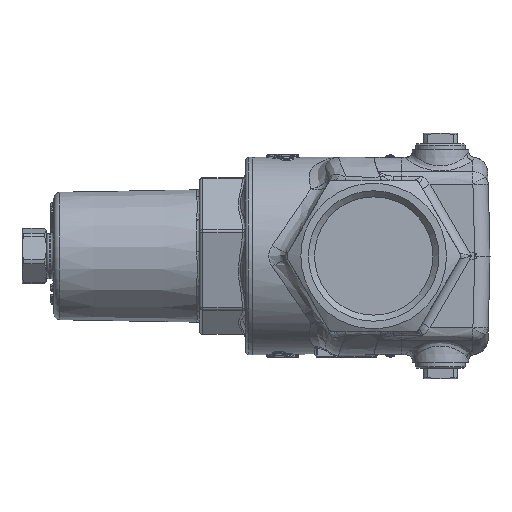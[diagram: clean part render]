
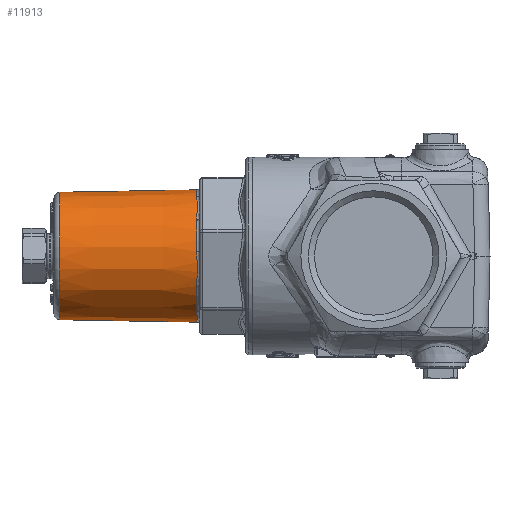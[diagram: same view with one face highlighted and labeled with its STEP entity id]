
A CAD part, left-side view. The second image highlights one B-rep face of the part: STEP entity #11913.
In plain terms, the highlighted conical face has half-angle 1 degrees and reference radius 21.55 mm.
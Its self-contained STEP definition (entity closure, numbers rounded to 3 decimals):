
#389=B_SPLINE_CURVE_WITH_KNOTS($,3,(#18526,#18527,#18528,#18529,#18530,
#18531),.UNSPECIFIED.,.F.,.F.,(4,1,1,4),(-3.142,-1.346,
0.449,3.142),.UNSPECIFIED.);
#391=B_SPLINE_CURVE_WITH_KNOTS($,3,(#18577,#18578,#18579,#18580,#18581,
#18582),.UNSPECIFIED.,.F.,.F.,(4,1,1,4),(-3.142,-1.346,
0.449,3.142),.UNSPECIFIED.);
#393=B_SPLINE_CURVE_WITH_KNOTS($,3,(#18628,#18629,#18630,#18631,#18632,
#18633),.UNSPECIFIED.,.F.,.F.,(4,1,1,4),(-3.142,-1.346,
0.449,3.142),.UNSPECIFIED.);
#395=B_SPLINE_CURVE_WITH_KNOTS($,3,(#18679,#18680,#18681,#18682,#18683,
#18684),.UNSPECIFIED.,.F.,.F.,(4,1,1,4),(-3.142,-1.346,
0.449,3.142),.UNSPECIFIED.);
#397=B_SPLINE_CURVE_WITH_KNOTS($,3,(#18730,#18731,#18732,#18733,#18734,
#18735),.UNSPECIFIED.,.F.,.F.,(4,1,1,4),(-3.142,-1.346,
0.449,3.142),.UNSPECIFIED.);
#399=B_SPLINE_CURVE_WITH_KNOTS($,3,(#18778,#18779,#18780,#18781,#18782,
#18783),.UNSPECIFIED.,.F.,.F.,(4,1,1,4),(-3.142,-1.346,
0.449,3.142),.UNSPECIFIED.);
#3267=FACE_BOUND($,#4221,.T.);
#3480=FACE_OUTER_BOUND($,#4220,.T.);
#4220=EDGE_LOOP($,(#9056));
#4221=EDGE_LOOP($,(#9057,#9058,#9059,#9060,#9061,#9062,#9063,#9064,#9065,
#9066,#9067,#9068));
#4856=CIRCLE($,#12652,21.821);
#4860=CIRCLE($,#12657,21.821);
#4864=CIRCLE($,#12662,21.821);
#4868=CIRCLE($,#12667,21.821);
#4872=CIRCLE($,#12672,21.821);
#4876=CIRCLE($,#12677,21.821);
#4883=CIRCLE($,#12693,21.034);
#5415=VERTEX_POINT($,#18485);
#5418=VERTEX_POINT($,#18490);
#5420=VERTEX_POINT($,#18524);
#5422=VERTEX_POINT($,#18541);
#5424=VERTEX_POINT($,#18575);
#5426=VERTEX_POINT($,#18592);
#5428=VERTEX_POINT($,#18626);
#5430=VERTEX_POINT($,#18643);
#5432=VERTEX_POINT($,#18677);
#5434=VERTEX_POINT($,#18694);
#5436=VERTEX_POINT($,#18728);
#5438=VERTEX_POINT($,#18745);
#5451=VERTEX_POINT($,#18831);
#6708=EDGE_CURVE($,#5418,#5415,#4856,.T.);
#6710=EDGE_CURVE($,#5420,#5418,#389,.T.);
#6714=EDGE_CURVE($,#5422,#5420,#4860,.T.);
#6716=EDGE_CURVE($,#5424,#5422,#391,.T.);
#6720=EDGE_CURVE($,#5426,#5424,#4864,.T.);
#6722=EDGE_CURVE($,#5428,#5426,#393,.T.);
#6726=EDGE_CURVE($,#5430,#5428,#4868,.T.);
#6728=EDGE_CURVE($,#5432,#5430,#395,.T.);
#6732=EDGE_CURVE($,#5434,#5432,#4872,.T.);
#6734=EDGE_CURVE($,#5436,#5434,#397,.T.);
#6738=EDGE_CURVE($,#5438,#5436,#4876,.T.);
#6739=EDGE_CURVE($,#5415,#5438,#399,.T.);
#6761=EDGE_CURVE($,#5451,#5451,#4883,.T.);
#9056=ORIENTED_EDGE($,*,*,#6761,.F.);
#9057=ORIENTED_EDGE($,*,*,#6708,.F.);
#9058=ORIENTED_EDGE($,*,*,#6710,.F.);
#9059=ORIENTED_EDGE($,*,*,#6714,.F.);
#9060=ORIENTED_EDGE($,*,*,#6716,.F.);
#9061=ORIENTED_EDGE($,*,*,#6720,.F.);
#9062=ORIENTED_EDGE($,*,*,#6722,.F.);
#9063=ORIENTED_EDGE($,*,*,#6726,.F.);
#9064=ORIENTED_EDGE($,*,*,#6728,.F.);
#9065=ORIENTED_EDGE($,*,*,#6732,.F.);
#9066=ORIENTED_EDGE($,*,*,#6734,.F.);
#9067=ORIENTED_EDGE($,*,*,#6738,.F.);
#9068=ORIENTED_EDGE($,*,*,#6739,.F.);
#11711=CONICAL_SURFACE($,#12692,21.55,1.);
#11913=ADVANCED_FACE($,(#3480,#3267),#11711,.T.);
#12652=AXIS2_PLACEMENT_3D($,#18492,#13749,#13750);
#12657=AXIS2_PLACEMENT_3D($,#18543,#13759,#13760);
#12662=AXIS2_PLACEMENT_3D($,#18594,#13769,#13770);
#12667=AXIS2_PLACEMENT_3D($,#18645,#13779,#13780);
#12672=AXIS2_PLACEMENT_3D($,#18696,#13789,#13790);
#12677=AXIS2_PLACEMENT_3D($,#18747,#13799,#13800);
#12692=AXIS2_PLACEMENT_3D($,#18830,#13843,#13844);
#12693=AXIS2_PLACEMENT_3D($,#18832,#13845,#13846);
#13749=DIRECTION('center_axis',(0.,-1.,0.));
#13750=DIRECTION('ref_axis',(0.314,0.,0.95));
#13759=DIRECTION('center_axis',(0.,-1.,0.));
#13760=DIRECTION('ref_axis',(0.314,0.,0.95));
#13769=DIRECTION('center_axis',(0.,-1.,0.));
#13770=DIRECTION('ref_axis',(0.314,0.,0.95));
#13779=DIRECTION('center_axis',(0.,-1.,0.));
#13780=DIRECTION('ref_axis',(0.314,0.,0.95));
#13789=DIRECTION('center_axis',(0.,-1.,0.));
#13790=DIRECTION('ref_axis',(0.314,0.,0.95));
#13799=DIRECTION('center_axis',(0.,-1.,0.));
#13800=DIRECTION('ref_axis',(0.314,0.,0.95));
#13843=DIRECTION('center_axis',(0.,-1.,0.));
#13844=DIRECTION('ref_axis',(0.314,0.,0.95));
#13845=DIRECTION('center_axis',(0.,1.,0.));
#13846=DIRECTION('ref_axis',(-0.314,0.,-0.95));
#18485=CARTESIAN_POINT('',(9.018,75.099,-24.041));
#18490=CARTESIAN_POINT('',(1.703,75.099,-15.836));
#18492=CARTESIAN_POINT('Origin',(21.124,75.099,-5.887));
#18524=CARTESIAN_POINT('',(-0.652,75.099,-4.48));
#18526=CARTESIAN_POINT('Ctrl Pts',(-0.652,75.099,
-4.48));
#18527=CARTESIAN_POINT('Ctrl Pts',(-0.724,75.099,
-5.596));
#18528=CARTESIAN_POINT('Ctrl Pts',(-0.698,74.964,
-7.837));
#18529=CARTESIAN_POINT('Ctrl Pts',(-0.051,74.866,
-11.711));
#18530=CARTESIAN_POINT('Ctrl Pts',(0.938,75.099,-14.342));
#18531=CARTESIAN_POINT('Ctrl Pts',(1.703,75.099,-15.836));
#18541=CARTESIAN_POINT('',(2.797,75.099,5.957));
#18543=CARTESIAN_POINT('Origin',(21.124,75.099,-5.887));
#18575=CARTESIAN_POINT('',(11.454,75.099,13.675));
#18577=CARTESIAN_POINT('Ctrl Pts',(11.454,75.099,13.675));
#18578=CARTESIAN_POINT('Ctrl Pts',(10.452,75.099,13.179));
#18579=CARTESIAN_POINT('Ctrl Pts',(8.524,74.964,12.037));
#18580=CARTESIAN_POINT('Ctrl Pts',(5.492,74.866,9.539));
#18581=CARTESIAN_POINT('Ctrl Pts',(3.708,75.099,7.367));
#18582=CARTESIAN_POINT('Ctrl Pts',(2.797,75.099,5.957));
#18592=CARTESIAN_POINT('',(22.218,75.099,15.907));
#18594=CARTESIAN_POINT('Origin',(21.124,75.099,-5.887));
#18626=CARTESIAN_POINT('',(33.23,75.099,12.268));
#18628=CARTESIAN_POINT('Ctrl Pts',(33.23,75.099,12.268));
#18629=CARTESIAN_POINT('Ctrl Pts',(32.299,75.099,12.889));
#18630=CARTESIAN_POINT('Ctrl Pts',(30.346,74.964,13.987));
#18631=CARTESIAN_POINT('Ctrl Pts',(26.667,74.866,15.364));
#18632=CARTESIAN_POINT('Ctrl Pts',(23.894,75.099,15.823));
#18633=CARTESIAN_POINT('Ctrl Pts',(22.218,75.099,15.907));
#18643=CARTESIAN_POINT('',(40.544,75.099,4.063));
#18645=CARTESIAN_POINT('Origin',(21.124,75.099,-5.887));
#18677=CARTESIAN_POINT('',(42.899,75.099,-7.293));
#18679=CARTESIAN_POINT('Ctrl Pts',(42.899,75.099,-7.293));
#18680=CARTESIAN_POINT('Ctrl Pts',(42.971,75.099,-6.177));
#18681=CARTESIAN_POINT('Ctrl Pts',(42.946,74.964,-3.937));
#18682=CARTESIAN_POINT('Ctrl Pts',(42.299,74.866,-0.062));
#18683=CARTESIAN_POINT('Ctrl Pts',(41.309,75.099,2.569));
#18684=CARTESIAN_POINT('Ctrl Pts',(40.544,75.099,4.063));
#18694=CARTESIAN_POINT('',(39.45,75.099,-17.731));
#18696=CARTESIAN_POINT('Origin',(21.124,75.099,-5.887));
#18728=CARTESIAN_POINT('',(30.793,75.099,-25.448));
#18730=CARTESIAN_POINT('Ctrl Pts',(30.793,75.099,-25.448));
#18731=CARTESIAN_POINT('Ctrl Pts',(31.796,75.099,-24.952));
#18732=CARTESIAN_POINT('Ctrl Pts',(33.724,74.964,-23.81));
#18733=CARTESIAN_POINT('Ctrl Pts',(36.755,74.866,-21.312));
#18734=CARTESIAN_POINT('Ctrl Pts',(38.54,75.099,-19.14));
#18735=CARTESIAN_POINT('Ctrl Pts',(39.45,75.099,-17.731));
#18745=CARTESIAN_POINT('',(20.03,75.099,-27.68));
#18747=CARTESIAN_POINT('Origin',(21.124,75.099,-5.887));
#18778=CARTESIAN_POINT('Ctrl Pts',(9.018,75.099,-24.041));
#18779=CARTESIAN_POINT('Ctrl Pts',(9.949,75.099,-24.662));
#18780=CARTESIAN_POINT('Ctrl Pts',(11.901,74.964,-25.76));
#18781=CARTESIAN_POINT('Ctrl Pts',(15.581,74.866,-27.137));
#18782=CARTESIAN_POINT('Ctrl Pts',(18.354,75.099,-27.596));
#18783=CARTESIAN_POINT('Ctrl Pts',(20.03,75.099,-27.68));
#18830=CARTESIAN_POINT('Origin',(21.124,90.617,-5.887));
#18831=CARTESIAN_POINT('',(27.723,120.186,14.085));
#18832=CARTESIAN_POINT('Origin',(21.124,120.186,-5.887));
